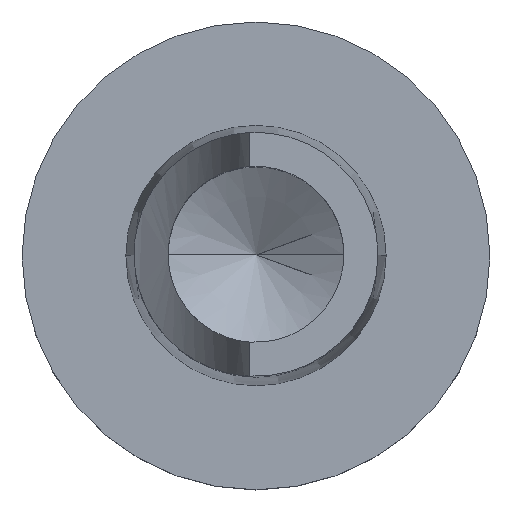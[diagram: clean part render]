
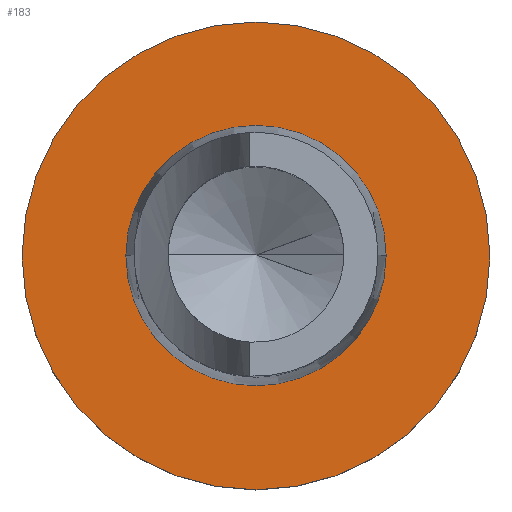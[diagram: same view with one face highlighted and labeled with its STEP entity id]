
A CAD part, top view. The second image highlights one B-rep face of the part: STEP entity #183.
In plain terms, the highlighted planar face has unit normal (0, 0, 1).
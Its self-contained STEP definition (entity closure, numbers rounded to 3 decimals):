
#2 = DIRECTION ( 'NONE',  ( 1., 0., 0. ) ) ;
#8 = VERTEX_POINT ( 'NONE', #417 ) ;
#9 = CARTESIAN_POINT ( 'NONE',  ( -1.995, 0., 0.74 ) ) ;
#15 = EDGE_CURVE ( 'NONE', #404, #489, #30, .T. ) ;
#17 = CARTESIAN_POINT ( 'NONE',  ( 1.995, 0., 0.74 ) ) ;
#30 = CIRCLE ( 'NONE', #286, 1.995 ) ;
#49 = EDGE_CURVE ( 'NONE', #8, #441, #304, .T. ) ;
#69 = ORIENTED_EDGE ( 'NONE', *, *, #222, .F. ) ;
#76 = EDGE_LOOP ( 'NONE', ( #246, #69 ) ) ;
#81 = DIRECTION ( 'NONE',  ( 0., 0., 1. ) ) ;
#85 = DIRECTION ( 'NONE',  ( 0., 0., 1. ) ) ;
#132 = EDGE_CURVE ( 'NONE', #489, #404, #161, .T. ) ;
#141 = DIRECTION ( 'NONE',  ( 1., 0., 0. ) ) ;
#161 = CIRCLE ( 'NONE', #356, 1.995 ) ;
#173 = DIRECTION ( 'NONE',  ( -1., 0., 0. ) ) ;
#179 = FACE_BOUND ( 'NONE', #76, .T. ) ;
#183 = ADVANCED_FACE ( 'NONE', ( #179, #379 ), #296, .F. ) ;
#184 = DIRECTION ( 'NONE',  ( 0., 0., 1. ) ) ;
#219 = CARTESIAN_POINT ( 'NONE',  ( 0., 0., 0.74 ) ) ;
#222 = EDGE_CURVE ( 'NONE', #441, #8, #455, .T. ) ;
#246 = ORIENTED_EDGE ( 'NONE', *, *, #49, .F. ) ;
#247 = ORIENTED_EDGE ( 'NONE', *, *, #132, .T. ) ;
#264 = CARTESIAN_POINT ( 'NONE',  ( 0., 0., 0.74 ) ) ;
#267 = AXIS2_PLACEMENT_3D ( 'NONE', #502, #85, #2 ) ;
#286 = AXIS2_PLACEMENT_3D ( 'NONE', #328, #81, #376 ) ;
#296 = PLANE ( 'NONE',  #473 ) ;
#304 = CIRCLE ( 'NONE', #267, 1.04 ) ;
#315 = DIRECTION ( 'NONE',  ( 1., 0., 0. ) ) ;
#328 = CARTESIAN_POINT ( 'NONE',  ( 0., 0., 0.74 ) ) ;
#356 = AXIS2_PLACEMENT_3D ( 'NONE', #219, #184, #141 ) ;
#372 = EDGE_LOOP ( 'NONE', ( #247, #445 ) ) ;
#376 = DIRECTION ( 'NONE',  ( 1., 0., 0. ) ) ;
#379 = FACE_OUTER_BOUND ( 'NONE', #372, .T. ) ;
#390 = DIRECTION ( 'NONE',  ( 0., 0., 1. ) ) ;
#404 = VERTEX_POINT ( 'NONE', #533 ) ;
#417 = CARTESIAN_POINT ( 'NONE',  ( 1.04, 0., 0.74 ) ) ;
#425 = DIRECTION ( 'NONE',  ( 0., 0., -1. ) ) ;
#441 = VERTEX_POINT ( 'NONE', #500 ) ;
#445 = ORIENTED_EDGE ( 'NONE', *, *, #15, .T. ) ;
#455 = CIRCLE ( 'NONE', #535, 1.04 ) ;
#473 = AXIS2_PLACEMENT_3D ( 'NONE', #9, #425, #173 ) ;
#489 = VERTEX_POINT ( 'NONE', #17 ) ;
#500 = CARTESIAN_POINT ( 'NONE',  ( -1.04, 0., 0.74 ) ) ;
#502 = CARTESIAN_POINT ( 'NONE',  ( 0., 0., 0.74 ) ) ;
#533 = CARTESIAN_POINT ( 'NONE',  ( -1.995, 0., 0.74 ) ) ;
#535 = AXIS2_PLACEMENT_3D ( 'NONE', #264, #390, #315 ) ;
